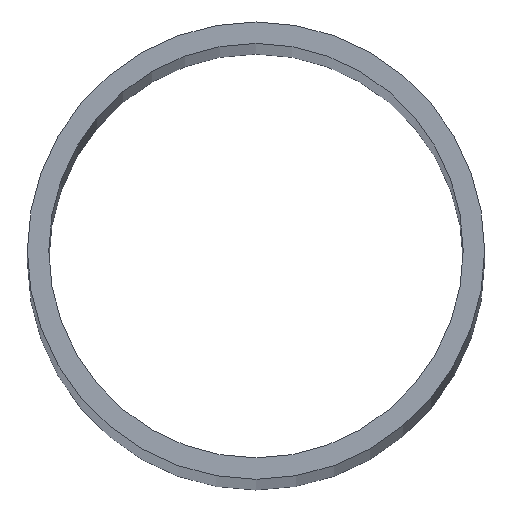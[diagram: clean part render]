
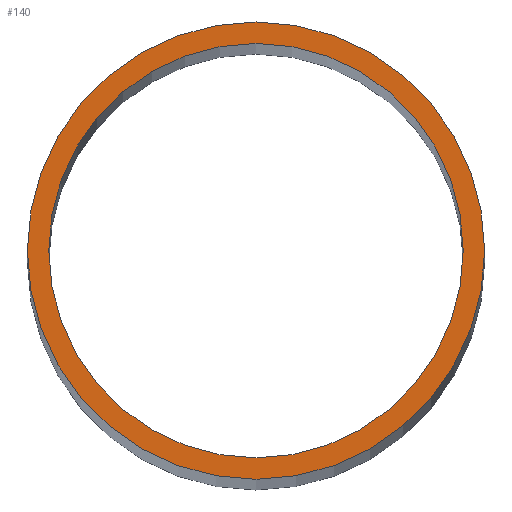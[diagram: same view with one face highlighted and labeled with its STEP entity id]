
A CAD part, top view. The second image highlights one B-rep face of the part: STEP entity #140.
In plain terms, the highlighted planar face has unit normal (0, 0, 1).
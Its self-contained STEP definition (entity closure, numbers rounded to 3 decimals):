
#6 = CARTESIAN_POINT ( 'NONE',  ( -14.5, 0., 215. ) ) ;
#15 = VERTEX_POINT ( 'NONE', #227 ) ;
#23 = CARTESIAN_POINT ( 'NONE',  ( 0., 0., 215. ) ) ;
#24 = CIRCLE ( 'NONE', #203, 14.5 ) ;
#31 = AXIS2_PLACEMENT_3D ( 'NONE', #116, #208, #100 ) ;
#36 = EDGE_CURVE ( 'NONE', #169, #247, #241, .T. ) ;
#40 = EDGE_CURVE ( 'NONE', #247, #169, #24, .T. ) ;
#46 = CARTESIAN_POINT ( 'NONE',  ( -16., 0., 215. ) ) ;
#65 = CARTESIAN_POINT ( 'NONE',  ( 0., 0., 215. ) ) ;
#76 = CIRCLE ( 'NONE', #137, 16. ) ;
#77 = DIRECTION ( 'NONE',  ( 1., 0., 0. ) ) ;
#80 = ORIENTED_EDGE ( 'NONE', *, *, #89, .T. ) ;
#82 = VERTEX_POINT ( 'NONE', #46 ) ;
#83 = EDGE_LOOP ( 'NONE', ( #151, #164 ) ) ;
#89 = EDGE_CURVE ( 'NONE', #15, #82, #239, .T. ) ;
#97 = EDGE_LOOP ( 'NONE', ( #168, #80 ) ) ;
#100 = DIRECTION ( 'NONE',  ( 1., 0., 0. ) ) ;
#102 = PLANE ( 'NONE',  #125 ) ;
#105 = FACE_BOUND ( 'NONE', #83, .T. ) ;
#116 = CARTESIAN_POINT ( 'NONE',  ( 0., 0., 215. ) ) ;
#117 = CARTESIAN_POINT ( 'NONE',  ( 0., 0., 215. ) ) ;
#120 = AXIS2_PLACEMENT_3D ( 'NONE', #23, #173, #139 ) ;
#125 = AXIS2_PLACEMENT_3D ( 'NONE', #237, #194, #198 ) ;
#135 = CARTESIAN_POINT ( 'NONE',  ( 14.5, 0., 215. ) ) ;
#137 = AXIS2_PLACEMENT_3D ( 'NONE', #65, #220, #236 ) ;
#139 = DIRECTION ( 'NONE',  ( 1., 0., 0. ) ) ;
#140 = ADVANCED_FACE ( 'NONE', ( #155, #105 ), #102, .T. ) ;
#151 = ORIENTED_EDGE ( 'NONE', *, *, #36, .F. ) ;
#155 = FACE_OUTER_BOUND ( 'NONE', #97, .T. ) ;
#164 = ORIENTED_EDGE ( 'NONE', *, *, #40, .F. ) ;
#165 = EDGE_CURVE ( 'NONE', #82, #15, #76, .T. ) ;
#168 = ORIENTED_EDGE ( 'NONE', *, *, #165, .T. ) ;
#169 = VERTEX_POINT ( 'NONE', #6 ) ;
#173 = DIRECTION ( 'NONE',  ( 0., 0., 1. ) ) ;
#194 = DIRECTION ( 'NONE',  ( 0., 0., 1. ) ) ;
#198 = DIRECTION ( 'NONE',  ( 1., 0., 0. ) ) ;
#203 = AXIS2_PLACEMENT_3D ( 'NONE', #117, #232, #77 ) ;
#208 = DIRECTION ( 'NONE',  ( 0., 0., 1. ) ) ;
#220 = DIRECTION ( 'NONE',  ( 0., 0., 1. ) ) ;
#227 = CARTESIAN_POINT ( 'NONE',  ( 16., 0., 215. ) ) ;
#232 = DIRECTION ( 'NONE',  ( 0., 0., 1. ) ) ;
#236 = DIRECTION ( 'NONE',  ( 1., 0., 0. ) ) ;
#237 = CARTESIAN_POINT ( 'NONE',  ( 0., 0., 215. ) ) ;
#239 = CIRCLE ( 'NONE', #120, 16. ) ;
#241 = CIRCLE ( 'NONE', #31, 14.5 ) ;
#247 = VERTEX_POINT ( 'NONE', #135 ) ;
